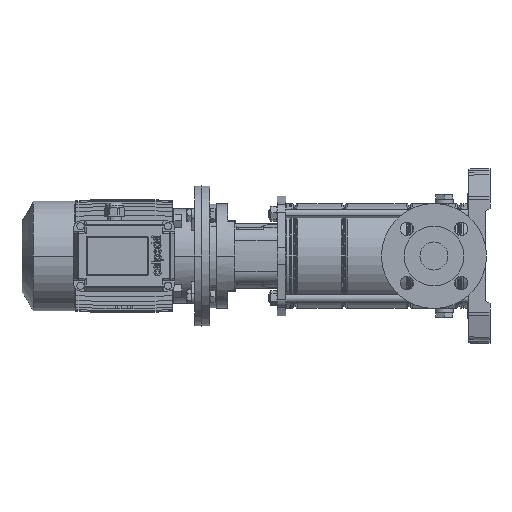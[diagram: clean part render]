
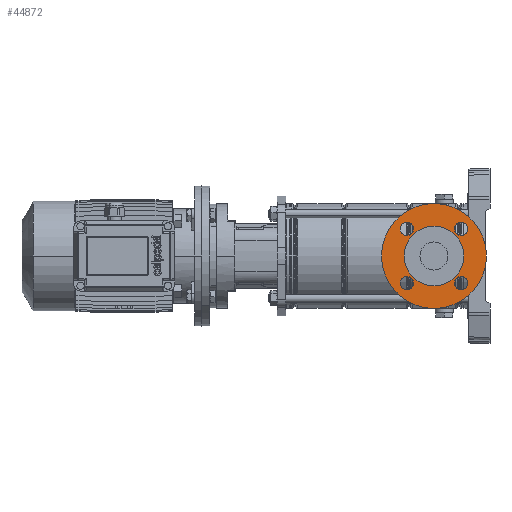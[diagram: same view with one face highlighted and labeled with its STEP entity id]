
A CAD part, left-side view. The second image highlights one B-rep face of the part: STEP entity #44872.
In plain terms, the highlighted face is planar.
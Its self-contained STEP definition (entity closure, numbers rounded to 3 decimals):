
#505 = VERTEX_POINT ( 'NONE', #9031 ) ;
#811 = CIRCLE ( 'NONE', #57576, 9.5 ) ;
#2148 = DIRECTION ( 'NONE',  ( 0., 1., 0. ) ) ;
#2408 = EDGE_CURVE ( 'NONE', #29933, #27534, #35585, .T. ) ;
#2491 = EDGE_LOOP ( 'NONE', ( #45635, #21703 ) ) ;
#2561 = VERTEX_POINT ( 'NONE', #43797 ) ;
#3456 = DIRECTION ( 'NONE',  ( 0., 1., 0. ) ) ;
#4719 = CARTESIAN_POINT ( 'NONE',  ( 38.891, 138., 86.391 ) ) ;
#5528 = AXIS2_PLACEMENT_3D ( 'NONE', #10951, #33602, #18166 ) ;
#5819 = AXIS2_PLACEMENT_3D ( 'NONE', #28360, #22137, #18493 ) ;
#5919 = AXIS2_PLACEMENT_3D ( 'NONE', #32005, #11952, #52077 ) ;
#7231 = AXIS2_PLACEMENT_3D ( 'NONE', #42827, #8247, #13841 ) ;
#7498 = DIRECTION ( 'NONE',  ( 0., 1., 0. ) ) ;
#7982 = CARTESIAN_POINT ( 'NONE',  ( 0., 138., 90. ) ) ;
#8247 = DIRECTION ( 'NONE',  ( 0., 1., 0. ) ) ;
#9031 = CARTESIAN_POINT ( 'NONE',  ( -38.891, 138., 76.891 ) ) ;
#9182 = ORIENTED_EDGE ( 'NONE', *, *, #48525, .F. ) ;
#9745 = DIRECTION ( 'NONE',  ( 0., 1., 0. ) ) ;
#9869 = VERTEX_POINT ( 'NONE', #7982 ) ;
#9992 = EDGE_CURVE ( 'NONE', #16818, #9869, #55742, .T. ) ;
#10391 = CARTESIAN_POINT ( 'NONE',  ( -38.891, 138., 8.609 ) ) ;
#10951 = CARTESIAN_POINT ( 'NONE',  ( 38.891, 138., 8.609 ) ) ;
#11253 = CARTESIAN_POINT ( 'NONE',  ( 38.891, 138., 95.891 ) ) ;
#11952 = DIRECTION ( 'NONE',  ( 0., 1., 0. ) ) ;
#12029 = FACE_BOUND ( 'NONE', #25923, .T. ) ;
#12500 = CIRCLE ( 'NONE', #18783, 9.5 ) ;
#13211 = AXIS2_PLACEMENT_3D ( 'NONE', #45749, #35554, #55644 ) ;
#13841 = DIRECTION ( 'NONE',  ( 0., 0., 1. ) ) ;
#13980 = DIRECTION ( 'NONE',  ( 0., 0., 1. ) ) ;
#14842 = CARTESIAN_POINT ( 'NONE',  ( -38.891, 138., 18.109 ) ) ;
#15365 = CIRCLE ( 'NONE', #5919, 9.5 ) ;
#15447 = EDGE_LOOP ( 'NONE', ( #30530, #62433 ) ) ;
#15713 = CARTESIAN_POINT ( 'NONE',  ( 38.891, 138., 76.891 ) ) ;
#16044 = VERTEX_POINT ( 'NONE', #23467 ) ;
#16818 = VERTEX_POINT ( 'NONE', #63190 ) ;
#16938 = CARTESIAN_POINT ( 'NONE',  ( 0., 138., 122.5 ) ) ;
#17284 = FACE_BOUND ( 'NONE', #15447, .T. ) ;
#17298 = EDGE_CURVE ( 'NONE', #9869, #16818, #26262, .T. ) ;
#18166 = DIRECTION ( 'NONE',  ( 0., 0., 1. ) ) ;
#18493 = DIRECTION ( 'NONE',  ( 0., 0., 1. ) ) ;
#18783 = AXIS2_PLACEMENT_3D ( 'NONE', #54445, #3456, #13980 ) ;
#20165 = VERTEX_POINT ( 'NONE', #33961 ) ;
#21245 = CIRCLE ( 'NONE', #5528, 9.5 ) ;
#21703 = ORIENTED_EDGE ( 'NONE', *, *, #62812, .F. ) ;
#21893 = FACE_BOUND ( 'NONE', #2491, .T. ) ;
#22137 = DIRECTION ( 'NONE',  ( 0., 1., 0. ) ) ;
#22162 = CIRCLE ( 'NONE', #49442, 75. ) ;
#22220 = FACE_BOUND ( 'NONE', #64009, .T. ) ;
#23079 = CIRCLE ( 'NONE', #53568, 9.5 ) ;
#23467 = CARTESIAN_POINT ( 'NONE',  ( -38.891, 138., -0.891 ) ) ;
#25889 = EDGE_CURVE ( 'NONE', #505, #30872, #64647, .T. ) ;
#25923 = EDGE_LOOP ( 'NONE', ( #53640, #47079 ) ) ;
#26262 = CIRCLE ( 'NONE', #35700, 42.5 ) ;
#26841 = EDGE_CURVE ( 'NONE', #61332, #49544, #15365, .T. ) ;
#26887 = CARTESIAN_POINT ( 'NONE',  ( 0., 138., -27.5 ) ) ;
#27534 = VERTEX_POINT ( 'NONE', #26887 ) ;
#27697 = CIRCLE ( 'NONE', #35012, 9.5 ) ;
#28360 = CARTESIAN_POINT ( 'NONE',  ( -38.891, 138., 86.391 ) ) ;
#28852 = DIRECTION ( 'NONE',  ( 0., 0., 1. ) ) ;
#29709 = DIRECTION ( 'NONE',  ( 0., 0., 1. ) ) ;
#29933 = VERTEX_POINT ( 'NONE', #16938 ) ;
#30530 = ORIENTED_EDGE ( 'NONE', *, *, #57820, .F. ) ;
#30543 = CARTESIAN_POINT ( 'NONE',  ( -38.891, 138., 95.891 ) ) ;
#30872 = VERTEX_POINT ( 'NONE', #30543 ) ;
#32005 = CARTESIAN_POINT ( 'NONE',  ( 38.891, 138., 86.391 ) ) ;
#32081 = CARTESIAN_POINT ( 'NONE',  ( 0., 138., 90. ) ) ;
#32122 = CIRCLE ( 'NONE', #13211, 9.5 ) ;
#33602 = DIRECTION ( 'NONE',  ( 0., 1., 0. ) ) ;
#33961 = CARTESIAN_POINT ( 'NONE',  ( 38.891, 138., 18.109 ) ) ;
#34801 = ORIENTED_EDGE ( 'NONE', *, *, #51806, .F. ) ;
#35012 = AXIS2_PLACEMENT_3D ( 'NONE', #4719, #64899, #29709 ) ;
#35554 = DIRECTION ( 'NONE',  ( 0., 1., 0. ) ) ;
#35585 = CIRCLE ( 'NONE', #7231, 75. ) ;
#35700 = AXIS2_PLACEMENT_3D ( 'NONE', #55866, #35770, #55536 ) ;
#35770 = DIRECTION ( 'NONE',  ( 0., -1., 0. ) ) ;
#38162 = EDGE_CURVE ( 'NONE', #2561, #20165, #12500, .T. ) ;
#38402 = DIRECTION ( 'NONE',  ( 0., 0., 1. ) ) ;
#39363 = DIRECTION ( 'NONE',  ( 0., 0., 1. ) ) ;
#39884 = DIRECTION ( 'NONE',  ( 0., 0., 1. ) ) ;
#40379 = ORIENTED_EDGE ( 'NONE', *, *, #38162, .F. ) ;
#41981 = PLANE ( 'NONE',  #64040 ) ;
#42413 = VERTEX_POINT ( 'NONE', #14842 ) ;
#42579 = ORIENTED_EDGE ( 'NONE', *, *, #2408, .T. ) ;
#42827 = CARTESIAN_POINT ( 'NONE',  ( 0., 138., 47.5 ) ) ;
#43797 = CARTESIAN_POINT ( 'NONE',  ( 38.891, 138., -0.891 ) ) ;
#43848 = DIRECTION ( 'NONE',  ( 0., -1., 0. ) ) ;
#44603 = EDGE_CURVE ( 'NONE', #27534, #29933, #22162, .T. ) ;
#44872 = ADVANCED_FACE ( 'NONE', ( #17284, #57110, #22220, #21893, #51495, #12029 ), #41981, .T. ) ;
#45264 = ORIENTED_EDGE ( 'NONE', *, *, #26841, .F. ) ;
#45635 = ORIENTED_EDGE ( 'NONE', *, *, #64666, .F. ) ;
#45749 = CARTESIAN_POINT ( 'NONE',  ( -38.891, 138., 86.391 ) ) ;
#47079 = ORIENTED_EDGE ( 'NONE', *, *, #9992, .T. ) ;
#47638 = CARTESIAN_POINT ( 'NONE',  ( -38.891, 138., 8.609 ) ) ;
#48525 = EDGE_CURVE ( 'NONE', #49544, #61332, #27697, .T. ) ;
#49442 = AXIS2_PLACEMENT_3D ( 'NONE', #58491, #9745, #38402 ) ;
#49475 = AXIS2_PLACEMENT_3D ( 'NONE', #64523, #43848, #39884 ) ;
#49542 = DIRECTION ( 'NONE',  ( 0., 1., 0. ) ) ;
#49544 = VERTEX_POINT ( 'NONE', #11253 ) ;
#51495 = FACE_OUTER_BOUND ( 'NONE', #52923, .T. ) ;
#51806 = EDGE_CURVE ( 'NONE', #20165, #2561, #21245, .T. ) ;
#52077 = DIRECTION ( 'NONE',  ( 0., 0., 1. ) ) ;
#52923 = EDGE_LOOP ( 'NONE', ( #42579, #61936 ) ) ;
#53568 = AXIS2_PLACEMENT_3D ( 'NONE', #47638, #7498, #28852 ) ;
#53640 = ORIENTED_EDGE ( 'NONE', *, *, #17298, .T. ) ;
#54445 = CARTESIAN_POINT ( 'NONE',  ( 38.891, 138., 8.609 ) ) ;
#55536 = DIRECTION ( 'NONE',  ( 0., 0., 1. ) ) ;
#55644 = DIRECTION ( 'NONE',  ( 0., 0., 1. ) ) ;
#55742 = CIRCLE ( 'NONE', #49475, 42.5 ) ;
#55866 = CARTESIAN_POINT ( 'NONE',  ( 0., 138., 47.5 ) ) ;
#57110 = FACE_BOUND ( 'NONE', #64951, .T. ) ;
#57442 = DIRECTION ( 'NONE',  ( 0., 0., 1. ) ) ;
#57576 = AXIS2_PLACEMENT_3D ( 'NONE', #10391, #49542, #39363 ) ;
#57820 = EDGE_CURVE ( 'NONE', #30872, #505, #32122, .T. ) ;
#58491 = CARTESIAN_POINT ( 'NONE',  ( 0., 138., 47.5 ) ) ;
#61332 = VERTEX_POINT ( 'NONE', #15713 ) ;
#61936 = ORIENTED_EDGE ( 'NONE', *, *, #44603, .T. ) ;
#62433 = ORIENTED_EDGE ( 'NONE', *, *, #25889, .F. ) ;
#62812 = EDGE_CURVE ( 'NONE', #16044, #42413, #811, .T. ) ;
#63190 = CARTESIAN_POINT ( 'NONE',  ( 0., 138., 5. ) ) ;
#64009 = EDGE_LOOP ( 'NONE', ( #34801, #40379 ) ) ;
#64040 = AXIS2_PLACEMENT_3D ( 'NONE', #32081, #2148, #57442 ) ;
#64523 = CARTESIAN_POINT ( 'NONE',  ( 0., 138., 47.5 ) ) ;
#64647 = CIRCLE ( 'NONE', #5819, 9.5 ) ;
#64666 = EDGE_CURVE ( 'NONE', #42413, #16044, #23079, .T. ) ;
#64899 = DIRECTION ( 'NONE',  ( 0., 1., 0. ) ) ;
#64951 = EDGE_LOOP ( 'NONE', ( #9182, #45264 ) ) ;
